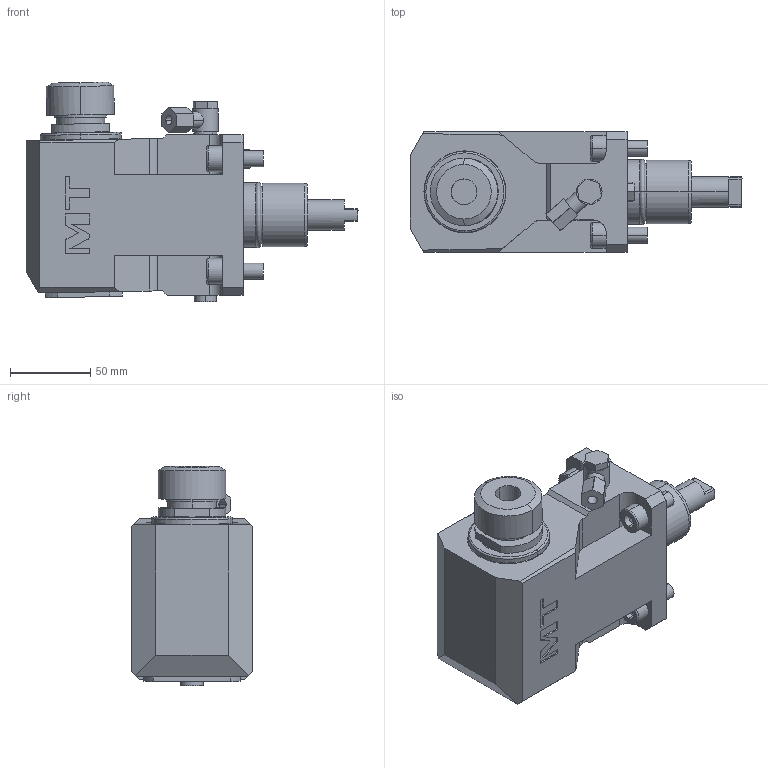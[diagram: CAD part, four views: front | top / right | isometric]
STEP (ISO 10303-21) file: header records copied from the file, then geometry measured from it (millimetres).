
FILE_DESCRIPTION((''),'2;1');
FILE_NAME('MUR0269125_CONF','2024-12-20T11:34:05',('fpalella'),('M.T. srl'),'CREO PARAMETRIC BY PTC INC, 2023352','CREO PARAMETRIC BY PTC INC, 2023352','');
FILE_SCHEMA(('CONFIG_CONTROL_DESIGN'));
Length unit declared in the file: millimetre
Products named in the file (1): MUR0269125_CONF
Bounding box: 206.5 x 75 x 136.64 mm (x, y, z)
Volume: 983605.5 mm3; surface area: 84310.9 mm2
Topology: 1 solids, 1 shells, 308 faces, 765 edges, 488 vertices
Faces by surface type: plane 172, cylinder 94, cone 24, torus 14, extrusion 4
Entity records: 9501 total; most frequent: CARTESIAN_POINT 2017, DIRECTION 1583, ORIENTED_EDGE 1514, EDGE_CURVE 757, AXIS2_PLACEMENT_3D 554, VERTEX_POINT 488, VECTOR 475, LINE 471
